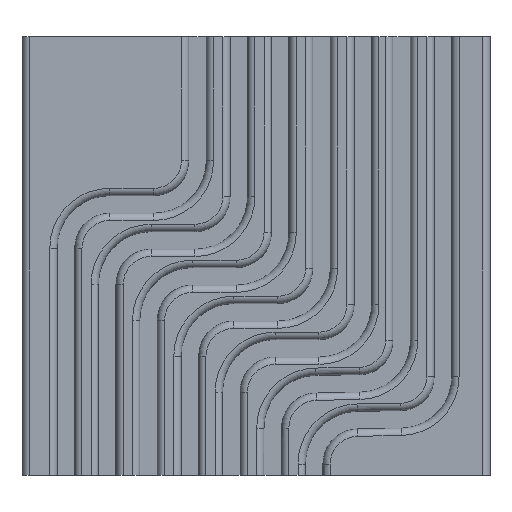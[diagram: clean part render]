
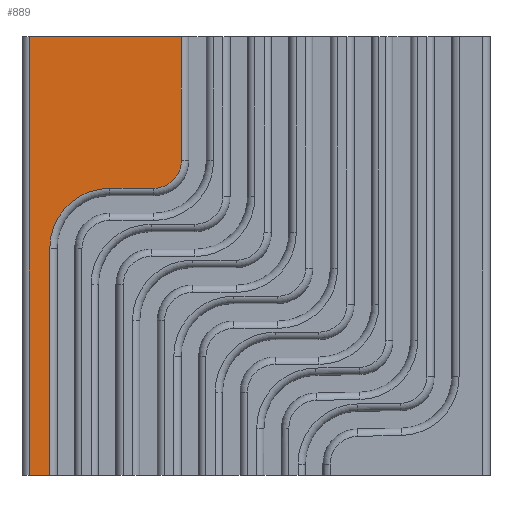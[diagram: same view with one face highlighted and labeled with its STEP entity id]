
A CAD part, top view. The second image highlights one B-rep face of the part: STEP entity #889.
In plain terms, the highlighted planar face has unit normal (0, 0, 1).
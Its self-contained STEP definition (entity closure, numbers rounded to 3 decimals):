
#429 = VERTEX_POINT('',#430);
#430 = CARTESIAN_POINT('',(10.9,30.,2.));
#437 = EDGE_CURVE('',#429,#438,#440,.T.);
#438 = VERTEX_POINT('',#439);
#439 = CARTESIAN_POINT('',(0.5,30.,2.));
#440 = LINE('',#441,#442);
#441 = CARTESIAN_POINT('',(32.,30.,2.));
#442 = VECTOR('',#443,1.);
#443 = DIRECTION('',(-1.,0.,0.));
#461 = EDGE_CURVE('',#438,#462,#464,.T.);
#462 = VERTEX_POINT('',#463);
#463 = CARTESIAN_POINT('',(0.5,0.,2.));
#464 = LINE('',#465,#466);
#465 = CARTESIAN_POINT('',(0.5,30.,2.));
#466 = VECTOR('',#467,1.);
#467 = DIRECTION('',(0.,-1.,0.));
#520 = EDGE_CURVE('',#462,#521,#523,.T.);
#521 = VERTEX_POINT('',#522);
#522 = CARTESIAN_POINT('',(1.9,0.,2.));
#523 = LINE('',#524,#525);
#524 = CARTESIAN_POINT('',(0.,0.,2.));
#525 = VECTOR('',#526,1.);
#526 = DIRECTION('',(1.,0.,0.));
#889 = ADVANCED_FACE('',(#890),#935,.T.);
#890 = FACE_BOUND('',#891,.T.);
#891 = EDGE_LOOP('',(#892,#893,#894,#895,#903,#912,#920,#929));
#892 = ORIENTED_EDGE('',*,*,#437,.T.);
#893 = ORIENTED_EDGE('',*,*,#461,.T.);
#894 = ORIENTED_EDGE('',*,*,#520,.T.);
#895 = ORIENTED_EDGE('',*,*,#896,.T.);
#896 = EDGE_CURVE('',#521,#897,#899,.T.);
#897 = VERTEX_POINT('',#898);
#898 = CARTESIAN_POINT('',(1.9,15.524,2.));
#899 = LINE('',#900,#901);
#900 = CARTESIAN_POINT('',(1.9,0.,2.));
#901 = VECTOR('',#902,1.);
#902 = DIRECTION('',(0.,1.,0.));
#903 = ORIENTED_EDGE('',*,*,#904,.T.);
#904 = EDGE_CURVE('',#897,#905,#907,.T.);
#905 = VERTEX_POINT('',#906);
#906 = CARTESIAN_POINT('',(6.,19.624,2.));
#907 = CIRCLE('',#908,4.1);
#908 = AXIS2_PLACEMENT_3D('',#909,#910,#911);
#909 = CARTESIAN_POINT('',(6.,15.524,2.));
#910 = DIRECTION('',(-0.,0.,-1.));
#911 = DIRECTION('',(-1.,0.,0.));
#912 = ORIENTED_EDGE('',*,*,#913,.T.);
#913 = EDGE_CURVE('',#905,#914,#916,.T.);
#914 = VERTEX_POINT('',#915);
#915 = CARTESIAN_POINT('',(9.,19.624,2.));
#916 = LINE('',#917,#918);
#917 = CARTESIAN_POINT('',(6.,19.624,2.));
#918 = VECTOR('',#919,1.);
#919 = DIRECTION('',(1.,0.,0.));
#920 = ORIENTED_EDGE('',*,*,#921,.T.);
#921 = EDGE_CURVE('',#914,#922,#924,.T.);
#922 = VERTEX_POINT('',#923);
#923 = CARTESIAN_POINT('',(10.9,21.524,2.));
#924 = CIRCLE('',#925,1.9);
#925 = AXIS2_PLACEMENT_3D('',#926,#927,#928);
#926 = CARTESIAN_POINT('',(9.,21.524,2.));
#927 = DIRECTION('',(0.,0.,1.));
#928 = DIRECTION('',(0.,-1.,0.));
#929 = ORIENTED_EDGE('',*,*,#930,.T.);
#930 = EDGE_CURVE('',#922,#429,#931,.T.);
#931 = LINE('',#932,#933);
#932 = CARTESIAN_POINT('',(10.9,21.524,2.));
#933 = VECTOR('',#934,1.);
#934 = DIRECTION('',(0.,1.,0.));
#935 = PLANE('',#936);
#936 = AXIS2_PLACEMENT_3D('',#937,#938,#939);
#937 = CARTESIAN_POINT('',(16.,15.,2.));
#938 = DIRECTION('',(0.,0.,1.));
#939 = DIRECTION('',(1.,0.,0.));
